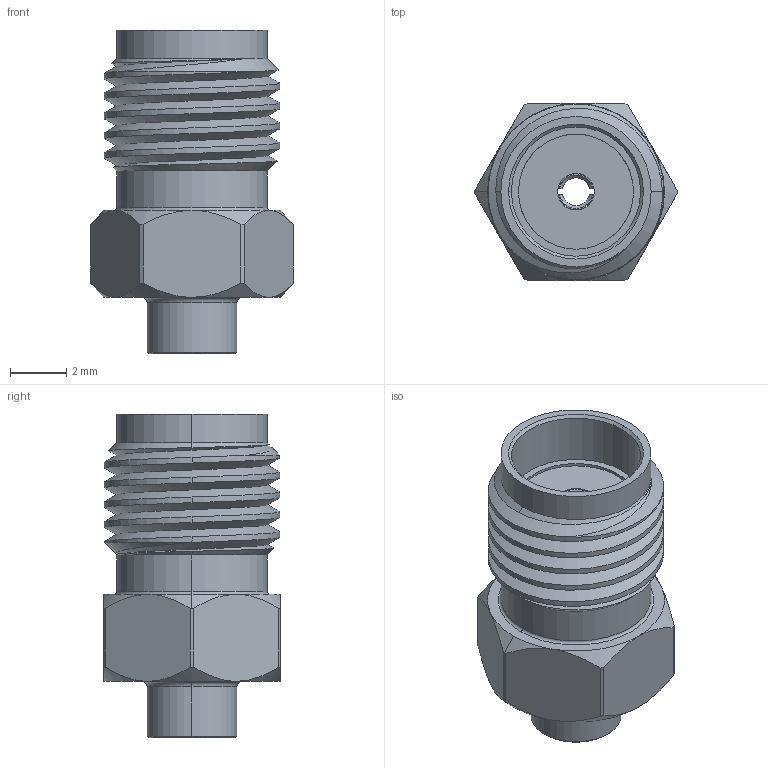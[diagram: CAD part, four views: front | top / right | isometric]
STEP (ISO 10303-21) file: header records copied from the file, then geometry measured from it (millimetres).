
FILE_DESCRIPTION (( 'STEP AP214' ), '1' );
FILE_NAME ('30-063-D3-HA.STEP', '2024-08-09T06:55:09', ( '' ), ( '' ), 'SwSTEP 2.0', 'SolidWorks 2024', '' );
FILE_SCHEMA (( 'AUTOMOTIVE_DESIGN' ));
Length unit declared in the file: millimetre
Products named in the file (1): 30-063-D3-HA
Bounding box: 7.2 x 6.3 x 11.5 mm (x, y, z)
Surface area: 427.5 mm2 (no closed solid volume)
Topology: 0 solids, 4 shells, 80 faces, 198 edges, 126 vertices
Faces by surface type: cylinder 31, cone 27, plane 16, torus 4, bspline 2
Entity records: 3152 total; most frequent: CARTESIAN_POINT 1326, DIRECTION 381, ORIENTED_EDGE 374, EDGE_CURVE 198, AXIS2_PLACEMENT_3D 161, VERTEX_POINT 126, EDGE_LOOP 86, CIRCLE 82
